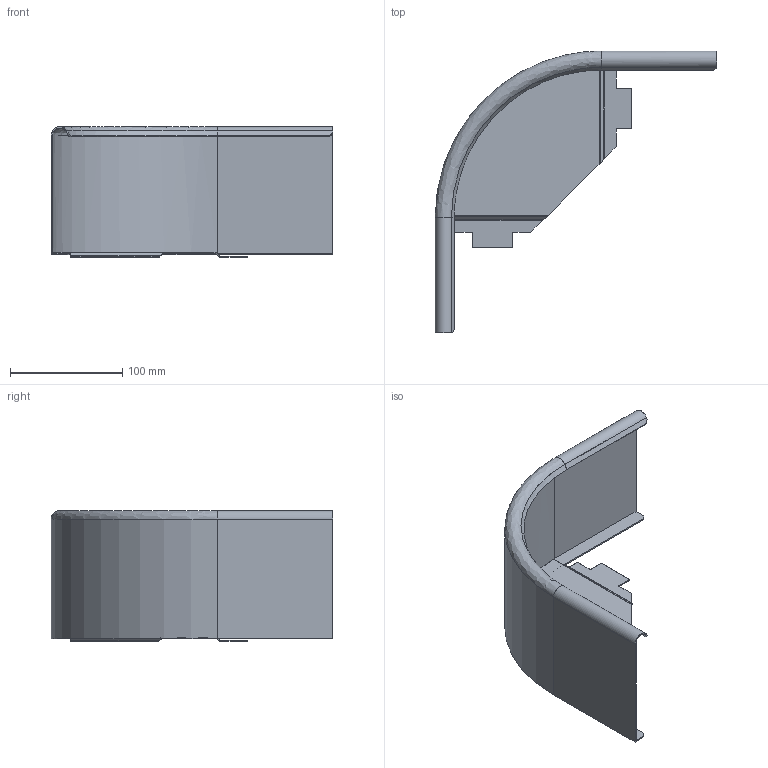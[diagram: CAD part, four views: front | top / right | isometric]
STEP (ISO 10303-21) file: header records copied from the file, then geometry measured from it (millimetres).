
FILE_DESCRIPTION(/* description */ (''),/* implementation_level */ '2;1');
FILE_NAME(/* name */ '7127103',/* time_stamp */ '2016-03-01T14:00:25+01:00',/* author */ (''),/* organization */ (''),/* preprocessor_version */ 'ST-DEVELOPER v15',/* originating_system */ '',/* authorisation */ '');
FILE_SCHEMA (('CONFIG_CONTROL_DESIGN'));
Length unit declared in the file: millimetre
Products named in the file (2): Document; 7127103
Assembly tree (1 placements, depth 2):
  Document
    7127103
Bounding box: 251.5 x 251.5 x 116.75 mm (x, y, z)
Volume: 96345.5 mm3; surface area: 163989.1 mm2
Topology: 2 solids, 2 shells, 82 faces, 190 edges, 112 vertices
Faces by surface type: plane 49, bspline 33
Entity records: 2772 total; most frequent: CARTESIAN_POINT 1345, ORIENTED_EDGE 380, EDGE_CURVE 190, B_SPLINE_CURVE_WITH_KNOTS 156, VERTEX_POINT 112, ADVANCED_FACE 82, FACE_OUTER_BOUND 82, EDGE_LOOP 82
